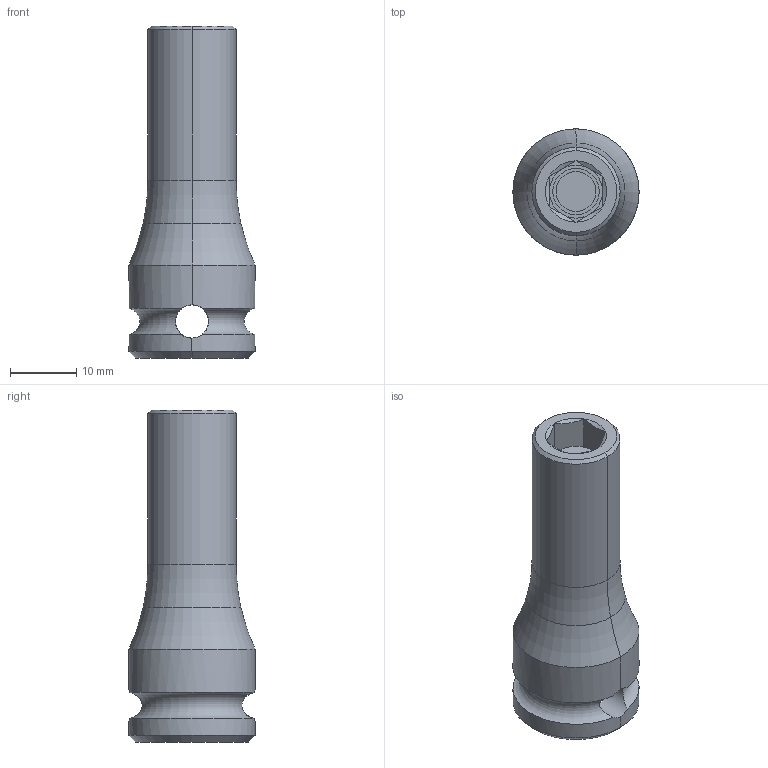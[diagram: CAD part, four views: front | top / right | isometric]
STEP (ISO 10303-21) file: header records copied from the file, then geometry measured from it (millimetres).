
FILE_DESCRIPTION((''),'2;1');
FILE_NAME('4027120708_ASM','2023-08-21T16:18:45',('A00565553'),(''),'CREO PARAMETRIC BY PTC INC, 2022414','CREO PARAMETRIC BY PTC INC, 2022414','');
FILE_SCHEMA(('CONFIG_CONTROL_DESIGN','GEOMETRIC_VALIDATION_PROPERTIES_MIM'));
Length unit declared in the file: millimetre
Products named in the file (2): 4027120708_ASM
Assembly tree (1 placements, depth 2):
  4027120708_ASM
    4027120708_ASM
Bounding box: 19 x 19 x 50 mm (x, y, z)
Volume: 6549.9 mm3; surface area: 4681.9 mm2
Topology: 1 solids, 1 shells, 77 faces, 170 edges, 100 vertices
Faces by surface type: plane 39, cylinder 20, cone 10, torus 6, bspline 2
Entity records: 5783 total; most frequent: CARTESIAN_POINT 3386, DIRECTION 356, ORIENTED_EDGE 340, EDGE_CURVE 170, AXIS2_PLACEMENT_3D 136, VERTEX_POINT 100, EDGE_LOOP 86, VECTOR 84
